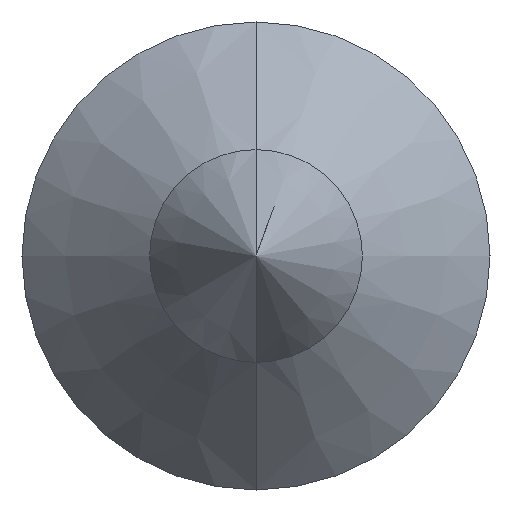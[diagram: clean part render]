
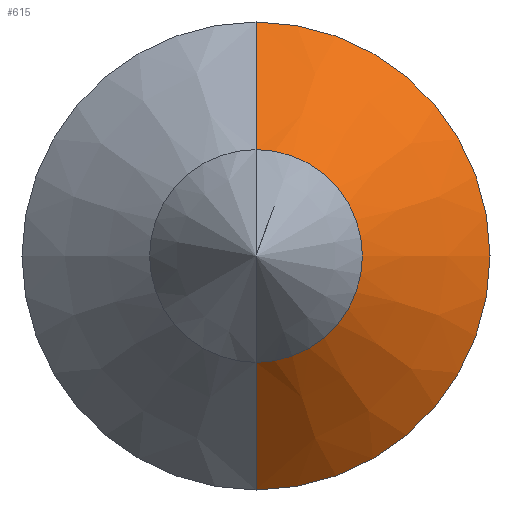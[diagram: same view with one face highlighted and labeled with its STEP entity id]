
A CAD part, front view. The second image highlights one B-rep face of the part: STEP entity #615.
In plain terms, the highlighted conical face has half-angle 45 degrees and reference radius 1.25 mm.
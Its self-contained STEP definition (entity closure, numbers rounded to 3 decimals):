
#9 = AXIS2_PLACEMENT_3D ( 'NONE', #182, #183, #184 ) ;
#10 = AXIS2_PLACEMENT_3D ( 'NONE', #189, #190, #191 ) ;
#103 = CARTESIAN_POINT ( 'NONE',  ( 0., 1.55, 0. ) ) ;
#105 = DIRECTION ( 'NONE',  ( 0., 1., 0. ) ) ;
#106 = DIRECTION ( 'NONE',  ( 0., 0., 1. ) ) ;
#129 = CARTESIAN_POINT ( 'NONE',  ( 0., 3.05, -2.75 ) ) ;
#130 = CARTESIAN_POINT ( 'NONE',  ( 0., 3.05, 2.75 ) ) ;
#179 = DIRECTION ( 'NONE',  ( 0., 0.707, 0.707 ) ) ;
#180 = CARTESIAN_POINT ( 'NONE',  ( 0., 1.55, 1.25 ) ) ;
#182 = CARTESIAN_POINT ( 'NONE',  ( 0., 1.55, 0. ) ) ;
#183 = DIRECTION ( 'NONE',  ( 0., 1., 0. ) ) ;
#184 = DIRECTION ( 'NONE',  ( 0., 0., 1. ) ) ;
#185 = CARTESIAN_POINT ( 'NONE',  ( 0., 1.55, -1.25 ) ) ;
#186 = DIRECTION ( 'NONE',  ( 0., 0.707, -0.707 ) ) ;
#189 = CARTESIAN_POINT ( 'NONE',  ( 0., 3.05, 0. ) ) ;
#190 = DIRECTION ( 'NONE',  ( 0., 1., 0. ) ) ;
#191 = DIRECTION ( 'NONE',  ( 0., 0., 1. ) ) ;
#284 = ORIENTED_EDGE ( 'NONE', *, *, #555, .T. ) ;
#370 = CARTESIAN_POINT ( 'NONE',  ( 0., 1.55, -1.25 ) ) ;
#374 = CARTESIAN_POINT ( 'NONE',  ( 0., 1.55, 1.25 ) ) ;
#408 = AXIS2_PLACEMENT_3D ( 'NONE', #103, #105, #106 ) ;
#466 = CIRCLE ( 'NONE', #9, 1.25 ) ;
#469 = LINE ( 'NONE', #185, #472 ) ;
#471 = CIRCLE ( 'NONE', #10, 2.75 ) ;
#472 = VECTOR ( 'NONE', #186, 1000. ) ;
#473 = LINE ( 'NONE', #180, #475 ) ;
#475 = VECTOR ( 'NONE', #179, 1000. ) ;
#498 = FACE_OUTER_BOUND ( 'NONE', #580, .T. ) ;
#505 = CONICAL_SURFACE ( 'NONE', #408, 1.25, 0.785 ) ;
#538 = VERTEX_POINT ( 'NONE', #370 ) ;
#540 = VERTEX_POINT ( 'NONE', #374 ) ;
#555 = EDGE_CURVE ( 'NONE', #540, #538, #466, .T. ) ;
#557 = EDGE_CURVE ( 'NONE', #538, #655, #469, .T. ) ;
#558 = EDGE_CURVE ( 'NONE', #656, #655, #471, .T. ) ;
#559 = EDGE_CURVE ( 'NONE', #540, #656, #473, .T. ) ;
#561 = ORIENTED_EDGE ( 'NONE', *, *, #557, .T. ) ;
#580 = EDGE_LOOP ( 'NONE', ( #284, #561, #700, #699 ) ) ;
#615 = ADVANCED_FACE ( 'NONE', ( #498 ), #505, .T. ) ;
#655 = VERTEX_POINT ( 'NONE', #129 ) ;
#656 = VERTEX_POINT ( 'NONE', #130 ) ;
#699 = ORIENTED_EDGE ( 'NONE', *, *, #559, .F. ) ;
#700 = ORIENTED_EDGE ( 'NONE', *, *, #558, .F. ) ;
